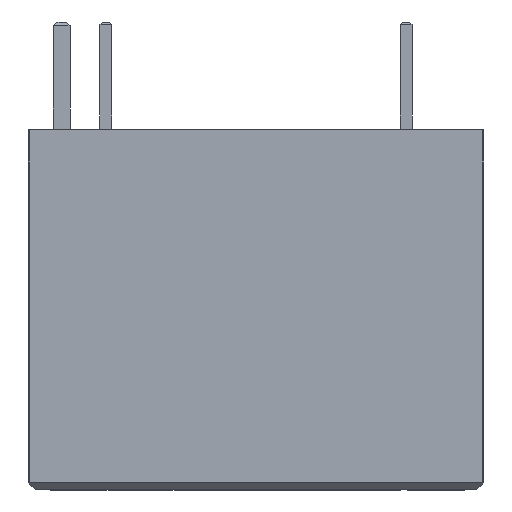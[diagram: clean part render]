
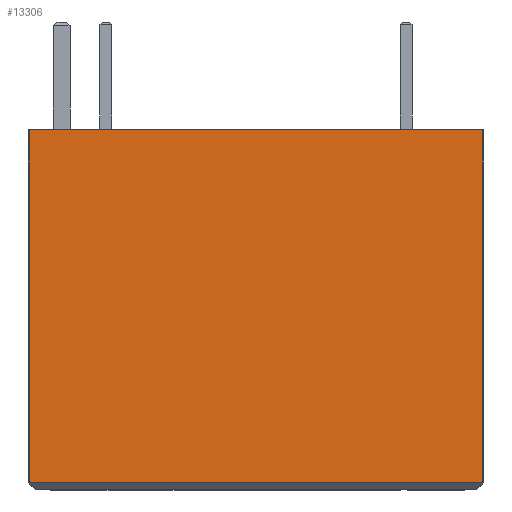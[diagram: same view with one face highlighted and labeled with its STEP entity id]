
A CAD part, front view. The second image highlights one B-rep face of the part: STEP entity #13306.
In plain terms, the highlighted planar face has unit normal (0, -1, 0).
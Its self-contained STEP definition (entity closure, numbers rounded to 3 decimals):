
#1057=FACE_OUTER_BOUND('',#1853,.T.);
#1853=EDGE_LOOP('',(#8851,#8852,#8853,#8854));
#2889=LINE('',#21539,#4169);
#2890=LINE('',#21541,#4170);
#2891=LINE('',#21543,#4171);
#2892=LINE('',#21544,#4172);
#4169=VECTOR('',#14832,18.9);
#4170=VECTOR('',#14833,14.7);
#4171=VECTOR('',#14834,18.9);
#4172=VECTOR('',#14835,14.7);
#5681=VERTEX_POINT('',#21537);
#5682=VERTEX_POINT('',#21538);
#5683=VERTEX_POINT('',#21540);
#5684=VERTEX_POINT('',#21542);
#6941=EDGE_CURVE('',#5681,#5682,#2889,.T.);
#6942=EDGE_CURVE('',#5682,#5683,#2890,.F.);
#6943=EDGE_CURVE('',#5684,#5683,#2891,.T.);
#6944=EDGE_CURVE('',#5684,#5681,#2892,.T.);
#8851=ORIENTED_EDGE('',*,*,#6941,.T.);
#8852=ORIENTED_EDGE('',*,*,#6942,.T.);
#8853=ORIENTED_EDGE('',*,*,#6943,.F.);
#8854=ORIENTED_EDGE('',*,*,#6944,.T.);
#12160=PLANE('',#14057);
#13306=ADVANCED_FACE('',(#1057),#12160,.F.);
#14057=AXIS2_PLACEMENT_3D('',#21536,#14830,#14831);
#14830=DIRECTION('center_axis',(0.,1.,0.));
#14831=DIRECTION('ref_axis',(0.,0.,1.));
#14832=DIRECTION('',(1.,0.,0.));
#14833=DIRECTION('',(0.,0.,-1.));
#14834=DIRECTION('',(1.,0.,0.));
#14835=DIRECTION('',(0.,0.,-1.));
#21536=CARTESIAN_POINT('Origin',(-9.5,-7.5,15.));
#21537=CARTESIAN_POINT('',(-9.45,-7.5,0.3));
#21538=CARTESIAN_POINT('',(9.45,-7.5,0.3));
#21539=CARTESIAN_POINT('',(-9.45,-7.5,0.3));
#21540=CARTESIAN_POINT('',(9.45,-7.5,15.));
#21541=CARTESIAN_POINT('',(9.45,-7.5,15.));
#21542=CARTESIAN_POINT('',(-9.45,-7.5,15.));
#21543=CARTESIAN_POINT('',(-9.45,-7.5,15.));
#21544=CARTESIAN_POINT('',(-9.45,-7.5,15.));
